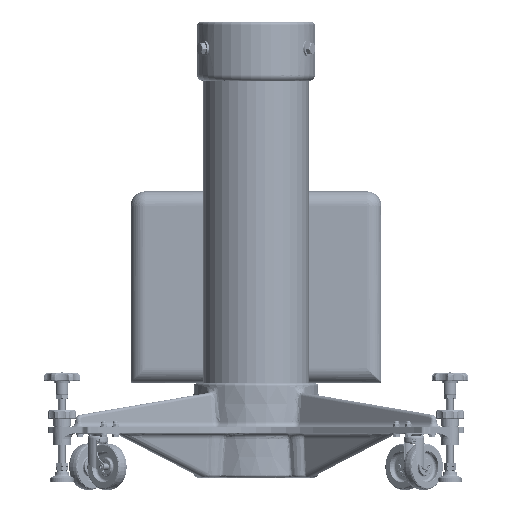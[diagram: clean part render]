
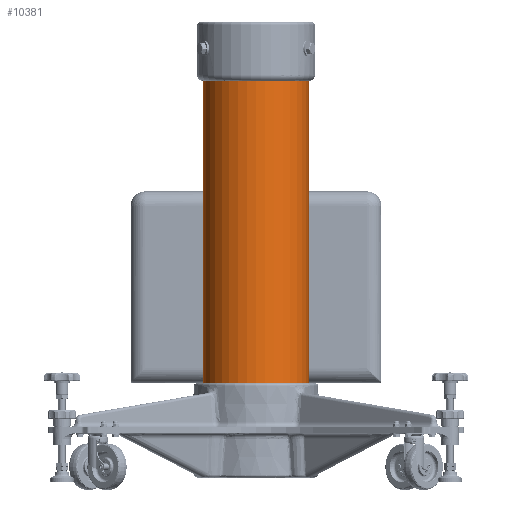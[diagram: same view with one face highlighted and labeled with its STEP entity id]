
A CAD part, front view. The second image highlights one B-rep face of the part: STEP entity #10381.
In plain terms, the highlighted cylindrical face has radius 90 mm (diameter 180 mm), a full revolution.
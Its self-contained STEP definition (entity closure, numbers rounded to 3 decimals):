
#10381=ADVANCED_FACE('',(#23514,#23515),#23516,.T.);
#23514=FACE_OUTER_BOUND('',#79134,.T.);
#23515=FACE_OUTER_BOUND('',#79135,.T.);
#23516=CYLINDRICAL_SURFACE('',#79136,90.0);
#79134=EDGE_LOOP('',(#154249));
#79135=EDGE_LOOP('',(#154250));
#79136=AXIS2_PLACEMENT_3D('',#154251,#154252,#154253);
#154249=ORIENTED_EDGE('',*,*,#188475,.F.);
#154250=ORIENTED_EDGE('',*,*,#188399,.T.);
#154251=CARTESIAN_POINT('',(0.0,0.0,752.0));
#154252=DIRECTION('',(0.0,0.0,-1.0));
#154253=DIRECTION('',(-1.0,0.0,0.0));
#188399=EDGE_CURVE('',#213409,#213409,#213410,.T.);
#188475=EDGE_CURVE('',#213520,#213520,#213521,.T.);
#213409=VERTEX_POINT('',#301353);
#213410=CIRCLE('',#301354,90.0);
#213520=VERTEX_POINT('',#301849);
#213521=CIRCLE('',#301850,90.0);
#301353=CARTESIAN_POINT('',(90.0,0.0,0.0));
#301354=AXIS2_PLACEMENT_3D('',#356816,#356817,#356818);
#301849=CARTESIAN_POINT('',(90.0,0.0,752.0));
#301850=AXIS2_PLACEMENT_3D('',#356906,#356907,#356908);
#356816=CARTESIAN_POINT('',(0.0,0.0,0.0));
#356817=DIRECTION('',(0.0,0.0,1.0));
#356818=DIRECTION('',(1.0,0.0,0.0));
#356906=CARTESIAN_POINT('',(0.0,0.0,752.0));
#356907=DIRECTION('',(0.0,0.0,1.0));
#356908=DIRECTION('',(1.0,0.0,0.0));
